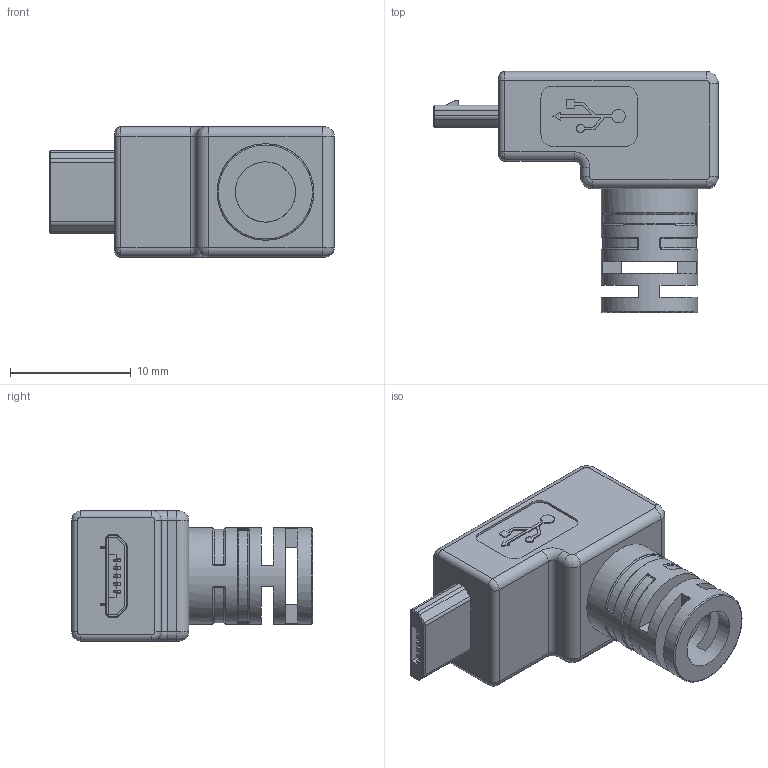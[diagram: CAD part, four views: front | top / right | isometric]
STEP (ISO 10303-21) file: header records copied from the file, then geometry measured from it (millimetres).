
FILE_DESCRIPTION(/* description */ (''),/* implementation_level */ '2;1');
FILE_NAME(/* name */ 'RR-ADMCB-XXG_3dConn2 v4.step',/* time_stamp */ '2018-10-19T17:26:41+11:00',/* author */ ('TaylorY96'),/* organization */ (''),/* preprocessor_version */ 'ST-DEVELOPER v17.2',/* originating_system */ 'Autodesk Translation Framework v7.6.0.251',/* authorisation */ '');
FILE_SCHEMA (('AUTOMOTIVE_DESIGN { 1 0 10303 214 3 1 1 }'));
Length unit declared in the file: millimetre
Products named in the file (1): RR-ADMCB-XXG_3dConn2
Bounding box: 23.6 x 19.98 x 10.79 mm (x, y, z)
Volume: 2015.3 mm3; surface area: 1531.1 mm2
Topology: 1 solids, 1 shells, 324 faces, 869 edges, 541 vertices
Faces by surface type: plane 168, cylinder 107, torus 17, sphere 16, bspline 10, cone 6
Full cylindrical faces by diameter (mm): 5 x1, 8 x1
Entity records: 10522 total; most frequent: CARTESIAN_POINT 2303, DIRECTION 1755, ORIENTED_EDGE 1706, EDGE_CURVE 853, AXIS2_PLACEMENT_3D 603, LINE 549, VECTOR 549, VERTEX_POINT 541
